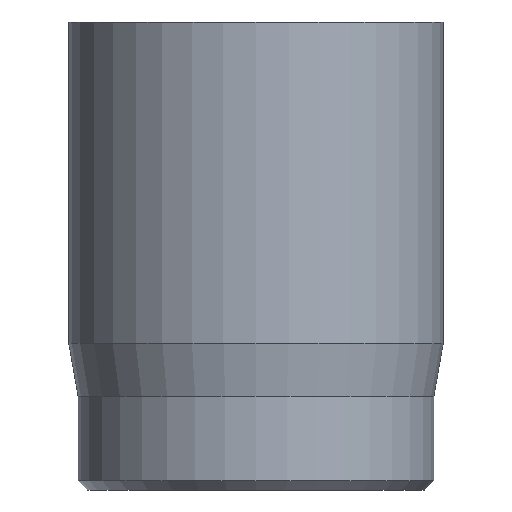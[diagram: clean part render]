
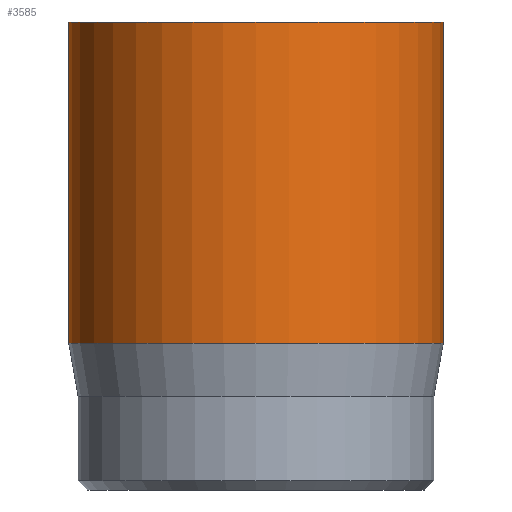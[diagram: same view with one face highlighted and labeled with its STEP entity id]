
A CAD part, front view. The second image highlights one B-rep face of the part: STEP entity #3585.
In plain terms, the highlighted cylindrical face has radius 2 mm (diameter 4 mm), a full revolution.
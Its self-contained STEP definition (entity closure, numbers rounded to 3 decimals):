
#39=CYLINDRICAL_SURFACE('',#3754,2.);
#46=CIRCLE('',#3736,2.);
#53=CIRCLE('',#3752,2.);
#54=CIRCLE('',#3753,2.);
#270=FACE_OUTER_BOUND('',#486,.T.);
#486=EDGE_LOOP('',(#2945,#2946,#2947,#2948,#2949));
#706=LINE('',#6477,#937);
#937=VECTOR('',#4044,2.);
#1545=VERTEX_POINT('',#6445);
#1552=VERTEX_POINT('',#6471);
#1553=VERTEX_POINT('',#6472);
#2027=EDGE_CURVE('',#1545,#1545,#46,.T.);
#2037=EDGE_CURVE('',#1552,#1553,#53,.T.);
#2038=EDGE_CURVE('',#1553,#1552,#54,.T.);
#2040=EDGE_CURVE('',#1545,#1552,#706,.T.);
#2945=ORIENTED_EDGE('',*,*,#2027,.T.);
#2946=ORIENTED_EDGE('',*,*,#2040,.T.);
#2947=ORIENTED_EDGE('',*,*,#2037,.T.);
#2948=ORIENTED_EDGE('',*,*,#2038,.T.);
#2949=ORIENTED_EDGE('',*,*,#2040,.F.);
#3585=ADVANCED_FACE('',(#270),#39,.T.);
#3736=AXIS2_PLACEMENT_3D('',#6446,#4002,#4003);
#3752=AXIS2_PLACEMENT_3D('',#6473,#4037,#4038);
#3753=AXIS2_PLACEMENT_3D('',#6474,#4039,#4040);
#3754=AXIS2_PLACEMENT_3D('',#6476,#4042,#4043);
#4002=DIRECTION('center_axis',(0.,0.,-1.));
#4003=DIRECTION('ref_axis',(-1.,0.,0.));
#4037=DIRECTION('center_axis',(0.,0.,1.));
#4038=DIRECTION('ref_axis',(-1.,0.,0.));
#4039=DIRECTION('center_axis',(0.,0.,1.));
#4040=DIRECTION('ref_axis',(-1.,0.,0.));
#4042=DIRECTION('center_axis',(0.,0.,1.));
#4043=DIRECTION('ref_axis',(-1.,0.,0.));
#4044=DIRECTION('',(0.,0.,-1.));
#6445=CARTESIAN_POINT('',(2.,0.,5.));
#6446=CARTESIAN_POINT('Origin',(0.,0.,5.));
#6471=CARTESIAN_POINT('',(2.,0.,1.567));
#6472=CARTESIAN_POINT('',(-2.,0.,1.567));
#6473=CARTESIAN_POINT('Origin',(0.,0.,1.567));
#6474=CARTESIAN_POINT('Origin',(0.,0.,1.567));
#6476=CARTESIAN_POINT('Origin',(0.,0.,0.));
#6477=CARTESIAN_POINT('',(2.,0.,0.));
